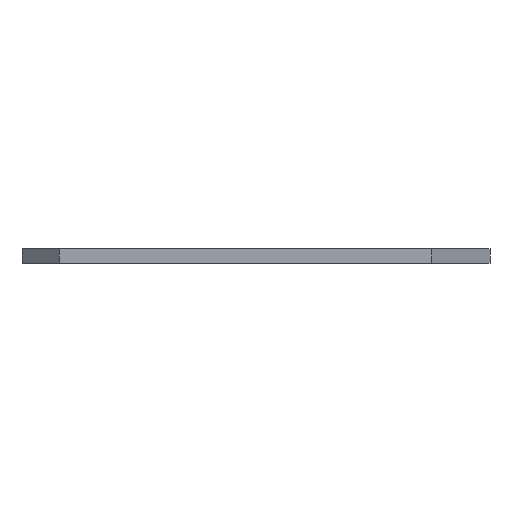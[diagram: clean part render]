
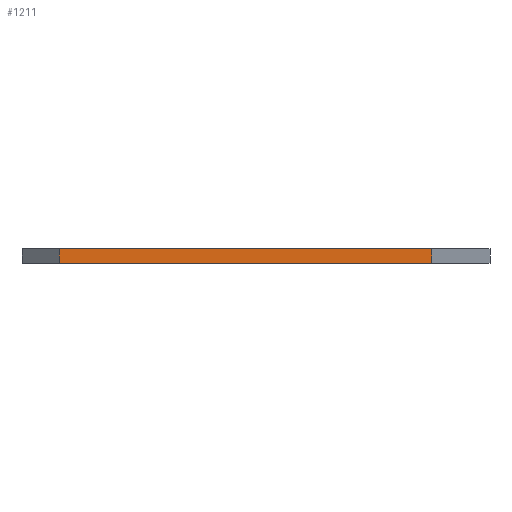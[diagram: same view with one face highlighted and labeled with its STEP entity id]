
A CAD part, front view. The second image highlights one B-rep face of the part: STEP entity #1211.
In plain terms, the highlighted planar face has unit normal (0, -1, 0).
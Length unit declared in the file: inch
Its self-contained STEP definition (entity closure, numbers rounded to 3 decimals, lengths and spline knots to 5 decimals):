
#37 = ORIENTED_EDGE ( 'NONE', *, *, #111, .T. ) ;
#75 = CARTESIAN_POINT ( 'NONE',  ( 0., -0.5, 0.04921 ) ) ;
#79 = DIRECTION ( 'NONE',  ( 1., 0., 0. ) ) ;
#80 = VECTOR ( 'NONE', #1050, 39.37008 ) ;
#111 = EDGE_CURVE ( 'NONE', #604, #1334, #740, .T. ) ;
#226 = EDGE_CURVE ( 'NONE', #604, #1362, #1407, .T. ) ;
#306 = ORIENTED_EDGE ( 'NONE', *, *, #473, .T. ) ;
#348 = FACE_OUTER_BOUND ( 'NONE', #1106, .T. ) ;
#428 = ORIENTED_EDGE ( 'NONE', *, *, #986, .F. ) ;
#454 = VECTOR ( 'NONE', #79, 39.37008 ) ;
#473 = EDGE_CURVE ( 'NONE', #1334, #1410, #717, .T. ) ;
#604 = VERTEX_POINT ( 'NONE', #1199 ) ;
#717 = LINE ( 'NONE', #1053, #454 ) ;
#740 = LINE ( 'NONE', #863, #80 ) ;
#788 = PLANE ( 'NONE',  #802 ) ;
#802 = AXIS2_PLACEMENT_3D ( 'NONE', #906, #1340, #1039 ) ;
#863 = CARTESIAN_POINT ( 'NONE',  ( -2.49, -0.5, -0.04921 ) ) ;
#895 = CARTESIAN_POINT ( 'NONE',  ( 0.01833, -0.5, 0.04921 ) ) ;
#906 = CARTESIAN_POINT ( 'NONE',  ( 0., -0.5, 0.04921 ) ) ;
#953 = DIRECTION ( 'NONE',  ( 1., 0., 0. ) ) ;
#957 = LINE ( 'NONE', #1290, #1172 ) ;
#986 = EDGE_CURVE ( 'NONE', #1362, #1410, #957, .T. ) ;
#1039 = DIRECTION ( 'NONE',  ( 0., 0., 1. ) ) ;
#1050 = DIRECTION ( 'NONE',  ( 0., 0., -1. ) ) ;
#1053 = CARTESIAN_POINT ( 'NONE',  ( 0., -0.5, -0.04921 ) ) ;
#1092 = ORIENTED_EDGE ( 'NONE', *, *, #226, .F. ) ;
#1106 = EDGE_LOOP ( 'NONE', ( #1092, #37, #306, #428 ) ) ;
#1123 = CARTESIAN_POINT ( 'NONE',  ( -2.49, -0.5, -0.04921 ) ) ;
#1172 = VECTOR ( 'NONE', #1203, 39.37008 ) ;
#1191 = VECTOR ( 'NONE', #953, 39.37008 ) ;
#1199 = CARTESIAN_POINT ( 'NONE',  ( -2.49, -0.5, 0.04921 ) ) ;
#1203 = DIRECTION ( 'NONE',  ( 0., 0., -1. ) ) ;
#1211 = ADVANCED_FACE ( 'NONE', ( #348 ), #788, .F. ) ;
#1221 = CARTESIAN_POINT ( 'NONE',  ( 0.01833, -0.5, -0.04921 ) ) ;
#1290 = CARTESIAN_POINT ( 'NONE',  ( 0.01833, -0.5, 0.04921 ) ) ;
#1334 = VERTEX_POINT ( 'NONE', #1123 ) ;
#1340 = DIRECTION ( 'NONE',  ( 0., 1., 0. ) ) ;
#1362 = VERTEX_POINT ( 'NONE', #895 ) ;
#1407 = LINE ( 'NONE', #75, #1191 ) ;
#1410 = VERTEX_POINT ( 'NONE', #1221 ) ;
